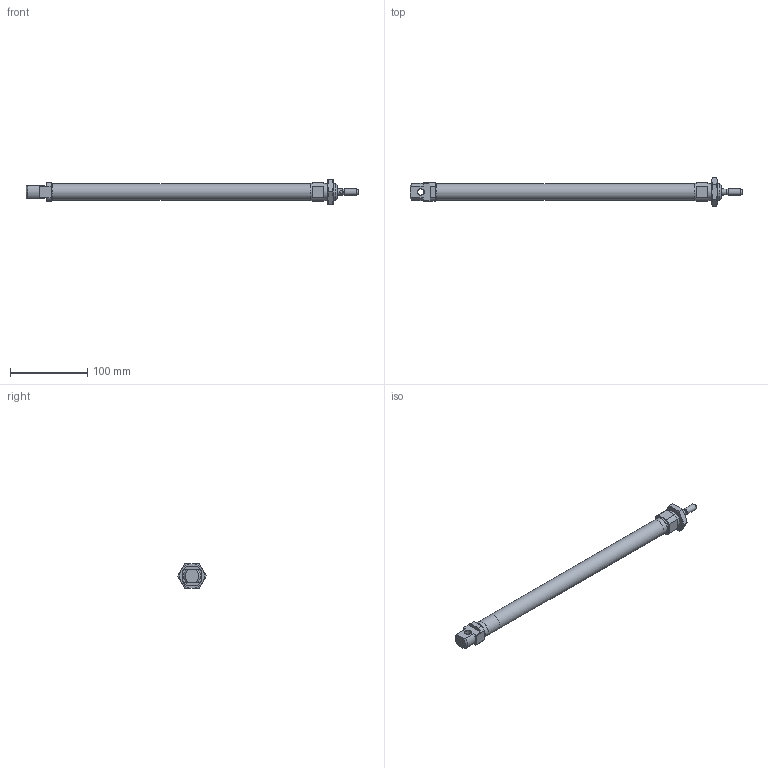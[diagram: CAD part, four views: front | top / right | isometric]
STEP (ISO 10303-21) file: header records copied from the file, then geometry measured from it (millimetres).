
FILE_DESCRIPTION(/* description */ ('Alibre Inc.'),/* implementation_level */ '2;1');
FILE_NAME(/* name */ 'export-1F54E7EF-04D9-4497-BF63-F053080986F5',/* time_stamp */ '2021-04-22T11:49:56+02:00',/* author */ (''),/* organization */ (''),/* preprocessor_version */ 'ST-DEVELOPER v17',/* originating_system */ 'Alibre',/* authorisation */ '');
FILE_SCHEMA (('AUTOMOTIVE_DESIGN'));
Length unit declared in the file: millimetre
Products named in the file (6): _ISO_6432_DI20-113-300-HL-0--15; _ISO_6432_DI20-113-300-BRN/A; _ISO_6432_DI20-113-300-HR-0--11; _ISO_6432_DI20-113300-R; _0950200010-20; 1130200300CP/300-0-0-0-0-0-
Bounding box: 429.5 x 36.95 x 32 mm (x, y, z)
Volume: 70433.1 mm3; surface area: 66465.9 mm2
Topology: 5 solids, 5 shells, 116 faces, 280 edges, 182 vertices
Faces by surface type: plane 63, cylinder 28, cone 25
Full cylindrical faces by diameter (mm): 4.5 x2, 7.2 x1, 8 x4, 8.566 x2, 20 x2, 20.15 x2, 20.376 x1, 21.27 x1, 22 x1, 22.2 x2
Entity records: 3789 total; most frequent: CARTESIAN_POINT 815, ORIENTED_EDGE 558, DIRECTION 539, EDGE_CURVE 279, AXIS2_PLACEMENT_3D 231, VERTEX_POINT 182, VECTOR 140, LINE 140
